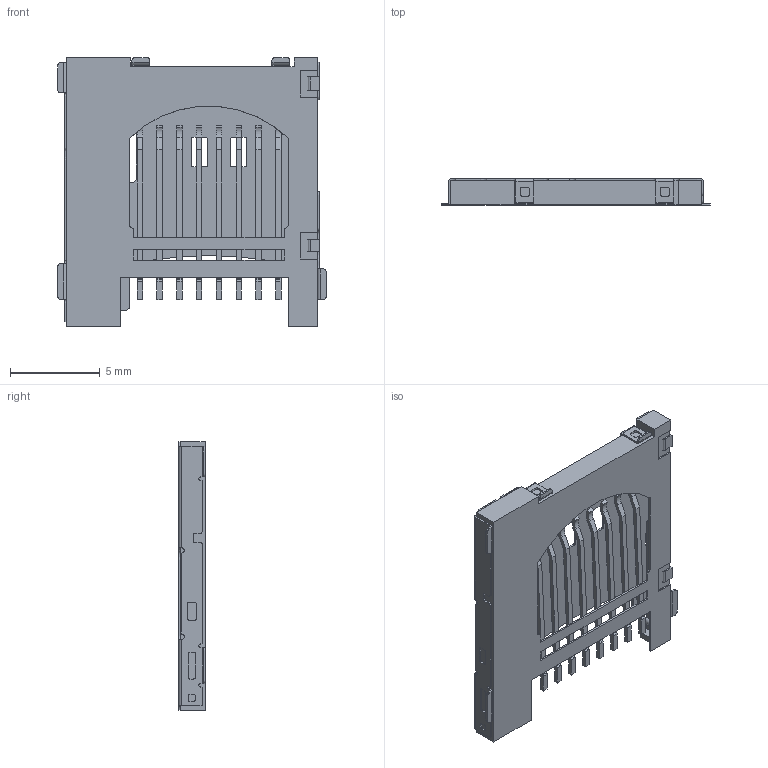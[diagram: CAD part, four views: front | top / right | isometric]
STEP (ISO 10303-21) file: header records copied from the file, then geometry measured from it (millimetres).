
FILE_DESCRIPTION (( 'STEP AP214' ), '1' );
FILE_NAME ('5031821852.STEP', '2018-11-06T07:43:29', ( '' ), ( '' ), 'SwSTEP 2.0', 'SolidWorks 2017', '' );
FILE_SCHEMA (( 'AUTOMOTIVE_DESIGN' ));
Length unit declared in the file: millimetre
Products named in the file (1): 5031821852
Bounding box: 14.94 x 1.47 x 14.95 mm (x, y, z)
Volume: 81.2 mm3; surface area: 802.4 mm2
Topology: 13 solids, 13 shells, 574 faces, 1547 edges, 992 vertices
Faces by surface type: plane 384, cylinder 190
Entity records: 18026 total; most frequent: CARTESIAN_POINT 3114, ORIENTED_EDGE 3094, DIRECTION 3078, EDGE_CURVE 1547, VECTOR 1166, LINE 1166, VERTEX_POINT 992, AXIS2_PLACEMENT_3D 956
